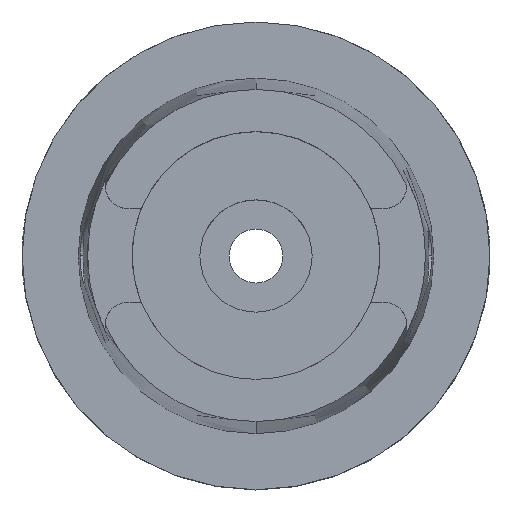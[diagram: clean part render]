
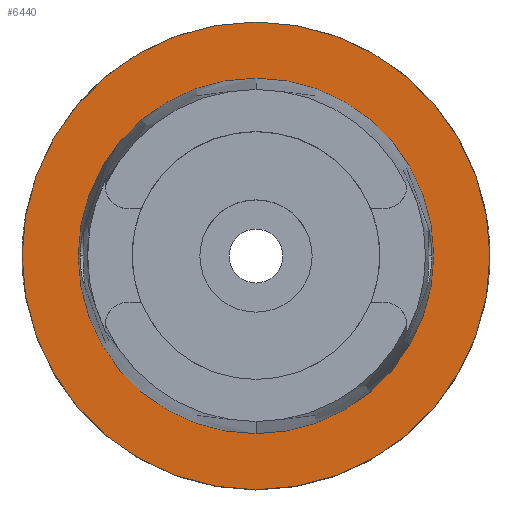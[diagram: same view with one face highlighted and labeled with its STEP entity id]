
A CAD part, top view. The second image highlights one B-rep face of the part: STEP entity #6440.
In plain terms, the highlighted planar face has unit normal (0, 0, 1).
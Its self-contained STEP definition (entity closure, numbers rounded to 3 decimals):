
#3370=CARTESIAN_POINT('',(0.,0.,0.));
#3371=DIRECTION('',(0.,0.,-1.));
#3372=DIRECTION('',(0.,-1.,0.));
#3373=AXIS2_PLACEMENT_3D('',#3370,#3371,#3372);
#3378=CARTESIAN_POINT('',(0.,0.,0.));
#3379=DIRECTION('',(0.,0.,-1.));
#3380=DIRECTION('',(0.,1.,0.));
#3381=AXIS2_PLACEMENT_3D('',#3378,#3379,#3380);
#3386=CARTESIAN_POINT('',(0.,0.,0.));
#3387=DIRECTION('',(0.,0.,1.));
#3388=DIRECTION('',(0.,-1.,0.));
#3389=AXIS2_PLACEMENT_3D('',#3386,#3387,#3388);
#3394=CARTESIAN_POINT('',(0.,0.,0.));
#3395=DIRECTION('',(0.,0.,1.));
#3396=DIRECTION('',(0.,1.,0.));
#3397=AXIS2_PLACEMENT_3D('',#3394,#3395,#3396);
#3629=CARTESIAN_POINT('',(0.,-38.,0.));
#3630=VERTEX_POINT('',#3629);
#3631=CARTESIAN_POINT('',(0.,38.,0.));
#3632=VERTEX_POINT('',#3631);
#4072=CARTESIAN_POINT('',(0.,50.,0.));
#4073=VERTEX_POINT('',#4072);
#4074=CARTESIAN_POINT('',(0.,-50.,0.));
#4075=VERTEX_POINT('',#4074);
#6427=CARTESIAN_POINT('',(0.,0.,0.));
#6428=DIRECTION('',(0.,0.,1.));
#6429=DIRECTION('',(0.,1.,0.));
#6430=AXIS2_PLACEMENT_3D('',#6427,#6428,#6429);
#6431=PLANE('',#6430);
#6432=ORIENTED_EDGE('',*,*,#6192,.T.);
#6433=ORIENTED_EDGE('',*,*,#6301,.T.);
#6434=EDGE_LOOP('',(#6432,#6433));
#6435=FACE_OUTER_BOUND('',#6434,.F.);
#6436=ORIENTED_EDGE('',*,*,#4295,.T.);
#6437=ORIENTED_EDGE('',*,*,#4254,.T.);
#6438=EDGE_LOOP('',(#6436,#6437));
#6439=FACE_BOUND('',#6438,.F.);
#3374=CIRCLE('',#3373,50.);
#3382=CIRCLE('',#3381,50.);
#3390=CIRCLE('',#3389,38.);
#3398=CIRCLE('',#3397,38.);
#4254=EDGE_CURVE('',#3632,#3630,#3398,.T.);
#4295=EDGE_CURVE('',#3630,#3632,#3390,.T.);
#6192=EDGE_CURVE('',#4075,#4073,#3374,.T.);
#6301=EDGE_CURVE('',#4073,#4075,#3382,.T.);
#6440=ADVANCED_FACE('',(#6435,#6439),#6431,.T.);
